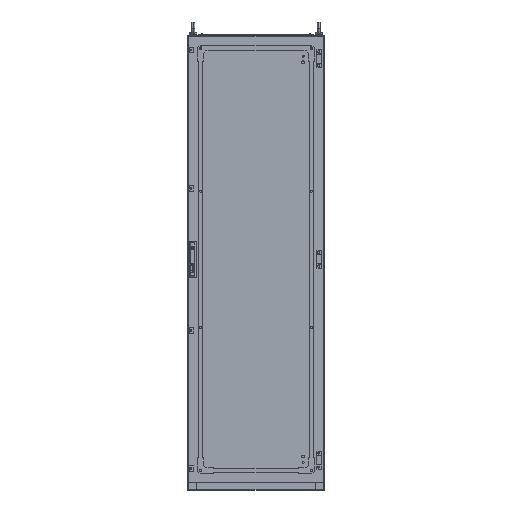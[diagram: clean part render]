
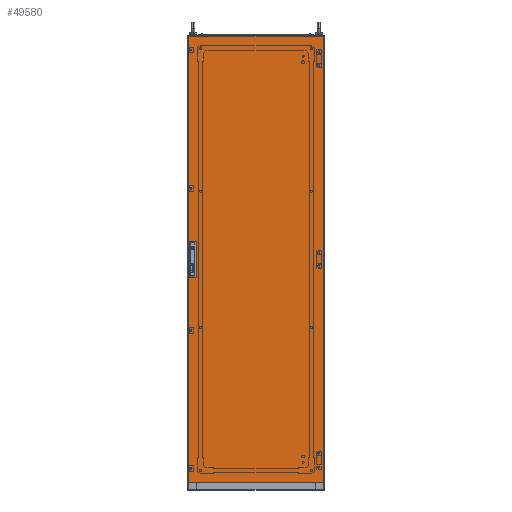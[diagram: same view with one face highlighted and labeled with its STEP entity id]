
A CAD part, top view. The second image highlights one B-rep face of the part: STEP entity #49580.
In plain terms, the highlighted planar face has unit normal (0, 0, 1).
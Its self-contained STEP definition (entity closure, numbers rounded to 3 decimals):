
#658 = VERTEX_POINT ( 'NONE', #68547 ) ;
#4056 = CARTESIAN_POINT ( 'NONE',  ( -297., -970., 0. ) ) ;
#4441 = EDGE_LOOP ( 'NONE', ( #140692, #20752, #33640, #102301 ) ) ;
#4694 = CARTESIAN_POINT ( 'NONE',  ( -265.7, -61.5, 0. ) ) ;
#4864 = ORIENTED_EDGE ( 'NONE', *, *, #97581, .F. ) ;
#9267 = VERTEX_POINT ( 'NONE', #55553 ) ;
#12983 = VECTOR ( 'NONE', #185267, 1000. ) ;
#13751 = LINE ( 'NONE', #129758, #16020 ) ;
#13853 = CARTESIAN_POINT ( 'NONE',  ( 297., 997., 0. ) ) ;
#14328 = CARTESIAN_POINT ( 'NONE',  ( -290.7, -61.5, 0. ) ) ;
#16020 = VECTOR ( 'NONE', #99566, 1000. ) ;
#18865 = ORIENTED_EDGE ( 'NONE', *, *, #157329, .T. ) ;
#20752 = ORIENTED_EDGE ( 'NONE', *, *, #58220, .F. ) ;
#23149 = LINE ( 'NONE', #112666, #23677 ) ;
#23254 = FACE_OUTER_BOUND ( 'NONE', #174410, .T. ) ;
#23620 = VECTOR ( 'NONE', #142107, 1000. ) ;
#23677 = VECTOR ( 'NONE', #51538, 1000. ) ;
#23754 = LINE ( 'NONE', #122754, #146867 ) ;
#25111 = VERTEX_POINT ( 'NONE', #107093 ) ;
#28001 = VERTEX_POINT ( 'NONE', #81266 ) ;
#31539 = LINE ( 'NONE', #120997, #40370 ) ;
#32055 = EDGE_CURVE ( 'NONE', #94798, #38841, #97640, .T. ) ;
#33179 = VERTEX_POINT ( 'NONE', #106909 ) ;
#33640 = ORIENTED_EDGE ( 'NONE', *, *, #75479, .F. ) ;
#35651 = EDGE_CURVE ( 'NONE', #63320, #28001, #55524, .T. ) ;
#37474 = FACE_BOUND ( 'NONE', #4441, .T. ) ;
#38350 = CARTESIAN_POINT ( 'NONE',  ( -290.7, 38.5, 0. ) ) ;
#38841 = VERTEX_POINT ( 'NONE', #110669 ) ;
#40370 = VECTOR ( 'NONE', #59894, 1000. ) ;
#44577 = VECTOR ( 'NONE', #102647, 1000. ) ;
#45223 = CARTESIAN_POINT ( 'NONE',  ( -265.7, -11.5, 0. ) ) ;
#48931 = CARTESIAN_POINT ( 'NONE',  ( -265.7, 38.5, 0. ) ) ;
#49580 = ADVANCED_FACE ( 'NONE', ( #37474, #94933, #23254 ), #80786, .T. ) ;
#49591 = CARTESIAN_POINT ( 'NONE',  ( -290.7, 88.5, 0. ) ) ;
#49744 = VERTEX_POINT ( 'NONE', #129759 ) ;
#51538 = DIRECTION ( 'NONE',  ( 0., 1., 0. ) ) ;
#55524 = LINE ( 'NONE', #111090, #116936 ) ;
#55553 = CARTESIAN_POINT ( 'NONE',  ( -297., 997., 0. ) ) ;
#58220 = EDGE_CURVE ( 'NONE', #658, #94798, #182438, .T. ) ;
#59756 = CARTESIAN_POINT ( 'NONE',  ( -290.7, -61.5, 0. ) ) ;
#59894 = DIRECTION ( 'NONE',  ( 1., 0., 0. ) ) ;
#60715 = EDGE_CURVE ( 'NONE', #148191, #25111, #135170, .T. ) ;
#63320 = VERTEX_POINT ( 'NONE', #117486 ) ;
#66663 = CARTESIAN_POINT ( 'NONE',  ( 0., 0., 0. ) ) ;
#68547 = CARTESIAN_POINT ( 'NONE',  ( -265.7, 88.5, 0. ) ) ;
#70682 = DIRECTION ( 'NONE',  ( 1., 0., 0. ) ) ;
#75479 = EDGE_CURVE ( 'NONE', #104884, #658, #23149, .T. ) ;
#75675 = VECTOR ( 'NONE', #117192, 1000. ) ;
#80786 = PLANE ( 'NONE',  #98495 ) ;
#81266 = CARTESIAN_POINT ( 'NONE',  ( -265.7, -11.5, 0. ) ) ;
#82948 = ORIENTED_EDGE ( 'NONE', *, *, #157137, .F. ) ;
#84588 = LINE ( 'NONE', #13853, #23620 ) ;
#88825 = ORIENTED_EDGE ( 'NONE', *, *, #184786, .T. ) ;
#91895 = ORIENTED_EDGE ( 'NONE', *, *, #143279, .F. ) ;
#94477 = VECTOR ( 'NONE', #152069, 1000. ) ;
#94798 = VERTEX_POINT ( 'NONE', #49591 ) ;
#94933 = FACE_BOUND ( 'NONE', #164353, .T. ) ;
#96704 = DIRECTION ( 'NONE',  ( -1., 0., 0. ) ) ;
#97581 = EDGE_CURVE ( 'NONE', #174824, #63320, #133966, .T. ) ;
#97640 = LINE ( 'NONE', #38350, #12983 ) ;
#98495 = AXIS2_PLACEMENT_3D ( 'NONE', #66663, #138284, #110901 ) ;
#99566 = DIRECTION ( 'NONE',  ( 0., -1., 0. ) ) ;
#100576 = ORIENTED_EDGE ( 'NONE', *, *, #160704, .T. ) ;
#102301 = ORIENTED_EDGE ( 'NONE', *, *, #147335, .F. ) ;
#102647 = DIRECTION ( 'NONE',  ( -1., 0., 0. ) ) ;
#104884 = VERTEX_POINT ( 'NONE', #48931 ) ;
#106909 = CARTESIAN_POINT ( 'NONE',  ( 297., 997., 0. ) ) ;
#107093 = CARTESIAN_POINT ( 'NONE',  ( 297., -970., 0. ) ) ;
#110669 = CARTESIAN_POINT ( 'NONE',  ( -290.7, 38.5, 0. ) ) ;
#110901 = DIRECTION ( 'NONE',  ( 1., 0., 0. ) ) ;
#111090 = CARTESIAN_POINT ( 'NONE',  ( -265.7, -61.5, 0. ) ) ;
#112666 = CARTESIAN_POINT ( 'NONE',  ( -265.7, 38.5, 0. ) ) ;
#116936 = VECTOR ( 'NONE', #185506, 1000. ) ;
#117192 = DIRECTION ( 'NONE',  ( 0., -1., 0. ) ) ;
#117486 = CARTESIAN_POINT ( 'NONE',  ( -265.7, -61.5, 0. ) ) ;
#120602 = VECTOR ( 'NONE', #70682, 1000. ) ;
#120997 = CARTESIAN_POINT ( 'NONE',  ( -265.7, 38.5, 0. ) ) ;
#122754 = CARTESIAN_POINT ( 'NONE',  ( -297., 997., 0. ) ) ;
#126953 = ORIENTED_EDGE ( 'NONE', *, *, #35651, .F. ) ;
#129758 = CARTESIAN_POINT ( 'NONE',  ( -297., 997., 0. ) ) ;
#129759 = CARTESIAN_POINT ( 'NONE',  ( -290.7, -11.5, 0. ) ) ;
#133966 = LINE ( 'NONE', #4694, #120602 ) ;
#135170 = LINE ( 'NONE', #4056, #94477 ) ;
#138284 = DIRECTION ( 'NONE',  ( 0., 0., 1. ) ) ;
#140692 = ORIENTED_EDGE ( 'NONE', *, *, #32055, .F. ) ;
#142107 = DIRECTION ( 'NONE',  ( 0., 1., 0. ) ) ;
#143279 = EDGE_CURVE ( 'NONE', #49744, #174824, #152638, .T. ) ;
#146867 = VECTOR ( 'NONE', #149218, 1000. ) ;
#147335 = EDGE_CURVE ( 'NONE', #38841, #104884, #31539, .T. ) ;
#147529 = ORIENTED_EDGE ( 'NONE', *, *, #60715, .T. ) ;
#148191 = VERTEX_POINT ( 'NONE', #170519 ) ;
#149218 = DIRECTION ( 'NONE',  ( -1., 0., 0. ) ) ;
#152069 = DIRECTION ( 'NONE',  ( 1., 0., 0. ) ) ;
#152638 = LINE ( 'NONE', #59756, #75675 ) ;
#157137 = EDGE_CURVE ( 'NONE', #28001, #49744, #177097, .T. ) ;
#157329 = EDGE_CURVE ( 'NONE', #25111, #33179, #84588, .T. ) ;
#160704 = EDGE_CURVE ( 'NONE', #9267, #148191, #13751, .T. ) ;
#164353 = EDGE_LOOP ( 'NONE', ( #91895, #82948, #126953, #4864 ) ) ;
#167385 = CARTESIAN_POINT ( 'NONE',  ( -265.7, 88.5, 0. ) ) ;
#170519 = CARTESIAN_POINT ( 'NONE',  ( -297., -970., 0. ) ) ;
#174410 = EDGE_LOOP ( 'NONE', ( #100576, #147529, #18865, #88825 ) ) ;
#174824 = VERTEX_POINT ( 'NONE', #14328 ) ;
#177097 = LINE ( 'NONE', #45223, #44577 ) ;
#180817 = VECTOR ( 'NONE', #96704, 1000. ) ;
#182438 = LINE ( 'NONE', #167385, #180817 ) ;
#184786 = EDGE_CURVE ( 'NONE', #33179, #9267, #23754, .T. ) ;
#185267 = DIRECTION ( 'NONE',  ( 0., -1., 0. ) ) ;
#185506 = DIRECTION ( 'NONE',  ( 0., 1., 0. ) ) ;
